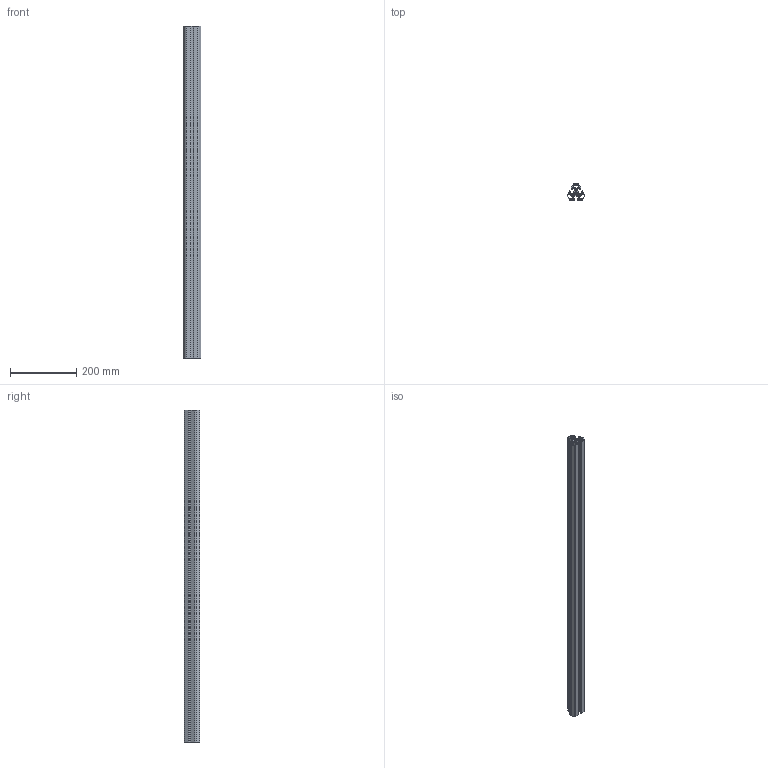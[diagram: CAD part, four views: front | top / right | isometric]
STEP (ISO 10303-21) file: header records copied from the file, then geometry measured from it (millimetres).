
FILE_DESCRIPTION(/* description */ (''),/* implementation_level */ '2;1');
FILE_NAME(/* name */ '10181_KriTec_Profil_8_3x40_120_leicht.stp',/* time_stamp */ '2014-09-03T10:42:04+02:00',/* author */ ('kostic'),/* organization */ (''),/* preprocessor_version */ 'ST-DEVELOPER v15.2',/* originating_system */ 'Autodesk Inventor 2014',/* authorisation */ '');
FILE_SCHEMA (('AUTOMOTIVE_DESIGN { 1 0 10303 214 3 1 1 }'));
Length unit declared in the file: millimetre
Products named in the file (1): 10181_KriTec_Profil_8_3x40_120_leicht
Bounding box: 53.26 x 47.2 x 1000 mm (x, y, z)
Volume: 659681.5 mm3; surface area: 539649.5 mm2
Topology: 1 solids, 1 shells, 165 faces, 489 edges, 326 vertices
Faces by surface type: cylinder 91, plane 74
Full cylindrical faces by diameter (mm): 6.8 x1
Entity records: 5629 total; most frequent: DIRECTION 1002, CARTESIAN_POINT 980, ORIENTED_EDGE 976, EDGE_CURVE 488, AXIS2_PLACEMENT_3D 348, VERTEX_POINT 326, LINE 306, VECTOR 306
